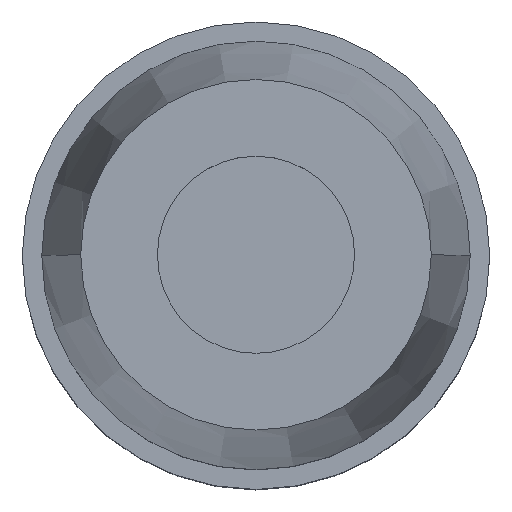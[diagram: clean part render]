
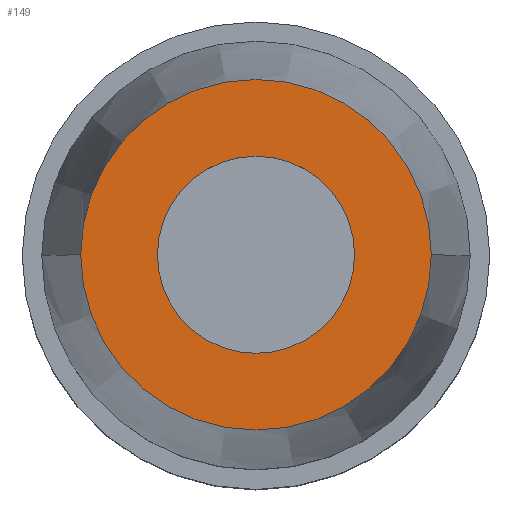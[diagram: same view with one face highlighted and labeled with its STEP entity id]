
A CAD part, top view. The second image highlights one B-rep face of the part: STEP entity #149.
In plain terms, the highlighted planar face has unit normal (0, 0, 1).
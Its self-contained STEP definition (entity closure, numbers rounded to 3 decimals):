
#8 = ORIENTED_EDGE ( 'NONE', *, *, #266, .F. ) ;
#9 = EDGE_LOOP ( 'NONE', ( #229, #346 ) ) ;
#14 = AXIS2_PLACEMENT_3D ( 'NONE', #205, #248, #161 ) ;
#21 = FACE_BOUND ( 'NONE', #353, .T. ) ;
#27 = AXIS2_PLACEMENT_3D ( 'NONE', #404, #322, #407 ) ;
#47 = CARTESIAN_POINT ( 'NONE',  ( -5.06, 0., 48. ) ) ;
#71 = VERTEX_POINT ( 'NONE', #337 ) ;
#102 = DIRECTION ( 'NONE',  ( 0., 0., 1. ) ) ;
#107 = CARTESIAN_POINT ( 'NONE',  ( 0., 0., 48. ) ) ;
#125 = CARTESIAN_POINT ( 'NONE',  ( 0., 0., 48. ) ) ;
#129 = VERTEX_POINT ( 'NONE', #243 ) ;
#131 = EDGE_CURVE ( 'NONE', #129, #155, #211, .T. ) ;
#149 = ADVANCED_FACE ( 'NONE', ( #21, #173 ), #540, .F. ) ;
#155 = VERTEX_POINT ( 'NONE', #300 ) ;
#161 = DIRECTION ( 'NONE',  ( 1., 0., 0. ) ) ;
#173 = FACE_OUTER_BOUND ( 'NONE', #9, .T. ) ;
#196 = AXIS2_PLACEMENT_3D ( 'NONE', #107, #102, #232 ) ;
#200 = VERTEX_POINT ( 'NONE', #47 ) ;
#204 = DIRECTION ( 'NONE',  ( -1., 0., 0. ) ) ;
#205 = CARTESIAN_POINT ( 'NONE',  ( 0., 0., 48. ) ) ;
#211 = CIRCLE ( 'NONE', #14, 9. ) ;
#229 = ORIENTED_EDGE ( 'NONE', *, *, #481, .T. ) ;
#232 = DIRECTION ( 'NONE',  ( 1., 0., 0. ) ) ;
#243 = CARTESIAN_POINT ( 'NONE',  ( 9., 0., 48. ) ) ;
#248 = DIRECTION ( 'NONE',  ( 0., 0., 1. ) ) ;
#257 = DIRECTION ( 'NONE',  ( 1., 0., 0. ) ) ;
#266 = EDGE_CURVE ( 'NONE', #200, #71, #545, .T. ) ;
#296 = AXIS2_PLACEMENT_3D ( 'NONE', #302, #457, #204 ) ;
#300 = CARTESIAN_POINT ( 'NONE',  ( -9., 0., 48. ) ) ;
#302 = CARTESIAN_POINT ( 'NONE',  ( 0., 9., 48. ) ) ;
#315 = CIRCLE ( 'NONE', #27, 9. ) ;
#322 = DIRECTION ( 'NONE',  ( 0., 0., 1. ) ) ;
#324 = CIRCLE ( 'NONE', #196, 5.06 ) ;
#337 = CARTESIAN_POINT ( 'NONE',  ( 5.06, 0., 48. ) ) ;
#346 = ORIENTED_EDGE ( 'NONE', *, *, #131, .T. ) ;
#353 = EDGE_LOOP ( 'NONE', ( #512, #8 ) ) ;
#404 = CARTESIAN_POINT ( 'NONE',  ( 0., 0., 48. ) ) ;
#407 = DIRECTION ( 'NONE',  ( 1., 0., 0. ) ) ;
#457 = DIRECTION ( 'NONE',  ( 0., 0., -1. ) ) ;
#466 = DIRECTION ( 'NONE',  ( 0., 0., 1. ) ) ;
#468 = EDGE_CURVE ( 'NONE', #71, #200, #324, .T. ) ;
#481 = EDGE_CURVE ( 'NONE', #155, #129, #315, .T. ) ;
#512 = ORIENTED_EDGE ( 'NONE', *, *, #468, .F. ) ;
#540 = PLANE ( 'NONE',  #296 ) ;
#543 = AXIS2_PLACEMENT_3D ( 'NONE', #125, #466, #257 ) ;
#545 = CIRCLE ( 'NONE', #543, 5.06 ) ;
